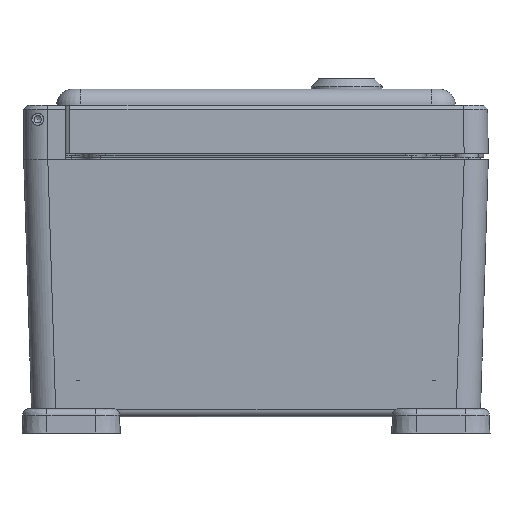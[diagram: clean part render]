
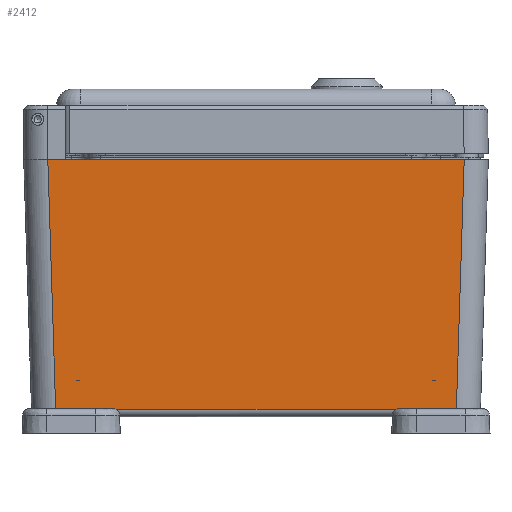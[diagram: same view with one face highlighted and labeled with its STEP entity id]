
A CAD part, left-side view. The second image highlights one B-rep face of the part: STEP entity #2412.
In plain terms, the highlighted planar face has unit normal (-1, 0, -0.031).
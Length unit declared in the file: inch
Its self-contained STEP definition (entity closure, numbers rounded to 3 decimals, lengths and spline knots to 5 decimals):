
#2222 = CARTESIAN_POINT ( 'NONE',  ( -3.51697, -3.08682, -2.51804 ) ) ;
#2412 = ADVANCED_FACE ( 'NONE', ( #13753 ), #22632, .T. ) ;
#3575 = EDGE_CURVE ( 'NONE', #56467, #55097, #81969, .T. ) ;
#5294 = CARTESIAN_POINT ( 'NONE',  ( -3.64574, -3.4647, 1.57949 ) ) ;
#6949 = CARTESIAN_POINT ( 'NONE',  ( -3.27074, 3.25475, 1.57949 ) ) ;
#11426 = VERTEX_POINT ( 'NONE', #53680 ) ;
#12080 = VERTEX_POINT ( 'NONE', #24127 ) ;
#13753 = FACE_OUTER_BOUND ( 'NONE', #50014, .T. ) ;
#14439 = CARTESIAN_POINT ( 'NONE',  ( -3.64574, -3.4647, 1.57949 ) ) ;
#17353 = ORIENTED_EDGE ( 'NONE', *, *, #34336, .F. ) ;
#18345 = EDGE_CURVE ( 'NONE', #12080, #79490, #46667, .T. ) ;
#22632 = PLANE ( 'NONE',  #36385 ) ;
#24127 = CARTESIAN_POINT ( 'NONE',  ( -3.64574, 2.9735, 1.57949 ) ) ;
#26986 = VECTOR ( 'NONE', #66238, 39.37008 ) ;
#28492 = CARTESIAN_POINT ( 'NONE',  ( -3.64574, 3.25494, 1.57949 ) ) ;
#31311 = DIRECTION ( 'NONE',  ( -0.031, 0., 1. ) ) ;
#33241 = CIRCLE ( 'NONE', #50896, 0.375 ) ;
#34336 = EDGE_CURVE ( 'NONE', #55097, #11426, #67658, .T. ) ;
#35054 = DIRECTION ( 'NONE',  ( 0., 1., 0. ) ) ;
#36385 = AXIS2_PLACEMENT_3D ( 'NONE', #60754, #76669, #31311 ) ;
#41368 = ORIENTED_EDGE ( 'NONE', *, *, #94558, .T. ) ;
#43276 = CARTESIAN_POINT ( 'NONE',  ( -3.64574, -3.21559, 1.57949 ) ) ;
#44364 = CARTESIAN_POINT ( 'NONE',  ( -3.52384, -3.09369, -2.29944 ) ) ;
#45820 = ORIENTED_EDGE ( 'NONE', *, *, #18345, .T. ) ;
#46667 = LINE ( 'NONE', #14439, #26986 ) ;
#46895 = CARTESIAN_POINT ( 'NONE',  ( -3.64574, 3.25475, 1.57949 ) ) ;
#50014 = EDGE_LOOP ( 'NONE', ( #66374, #72966, #17353, #53920, #41368, #45820 ) ) ;
#50553 = CARTESIAN_POINT ( 'NONE',  ( -3.64574, 3.25494, 1.57949 ) ) ;
#50896 = AXIS2_PLACEMENT_3D ( 'NONE', #6949, #51295, #74278 ) ;
#51295 = DIRECTION ( 'NONE',  ( 0., 0., 1. ) ) ;
#53680 = CARTESIAN_POINT ( 'NONE',  ( -3.52384, 3.13304, -2.29944 ) ) ;
#53920 = ORIENTED_EDGE ( 'NONE', *, *, #3575, .F. ) ;
#55097 = VERTEX_POINT ( 'NONE', #44364 ) ;
#56467 = VERTEX_POINT ( 'NONE', #43276 ) ;
#59566 = VERTEX_POINT ( 'NONE', #50553 ) ;
#60754 = CARTESIAN_POINT ( 'NONE',  ( -3.52003, -3.4647, -2.42051 ) ) ;
#61470 = DIRECTION ( 'NONE',  ( 0.031, 0.031, -0.999 ) ) ;
#61594 = EDGE_CURVE ( 'NONE', #59566, #79490, #33241, .T. ) ;
#64835 = LINE ( 'NONE', #5294, #83355 ) ;
#66238 = DIRECTION ( 'NONE',  ( 0., 1., 0. ) ) ;
#66374 = ORIENTED_EDGE ( 'NONE', *, *, #61594, .F. ) ;
#67658 = LINE ( 'NONE', #71089, #80390 ) ;
#70440 = DIRECTION ( 'NONE',  ( 0., 1., 0. ) ) ;
#71089 = CARTESIAN_POINT ( 'NONE',  ( -3.52384, -1.72251, -2.29944 ) ) ;
#72966 = ORIENTED_EDGE ( 'NONE', *, *, #95783, .T. ) ;
#74278 = DIRECTION ( 'NONE',  ( 1., 0., 0. ) ) ;
#74621 = LINE ( 'NONE', #28492, #85026 ) ;
#76669 = DIRECTION ( 'NONE',  ( -1., 0., -0.031 ) ) ;
#79490 = VERTEX_POINT ( 'NONE', #46895 ) ;
#80390 = VECTOR ( 'NONE', #70440, 39.37008 ) ;
#80604 = DIRECTION ( 'NONE',  ( 0.031, -0.031, -0.999 ) ) ;
#81969 = LINE ( 'NONE', #2222, #91135 ) ;
#83355 = VECTOR ( 'NONE', #35054, 39.37008 ) ;
#85026 = VECTOR ( 'NONE', #80604, 39.37008 ) ;
#91135 = VECTOR ( 'NONE', #61470, 39.37008 ) ;
#94558 = EDGE_CURVE ( 'NONE', #56467, #12080, #64835, .T. ) ;
#95783 = EDGE_CURVE ( 'NONE', #59566, #11426, #74621, .T. ) ;
